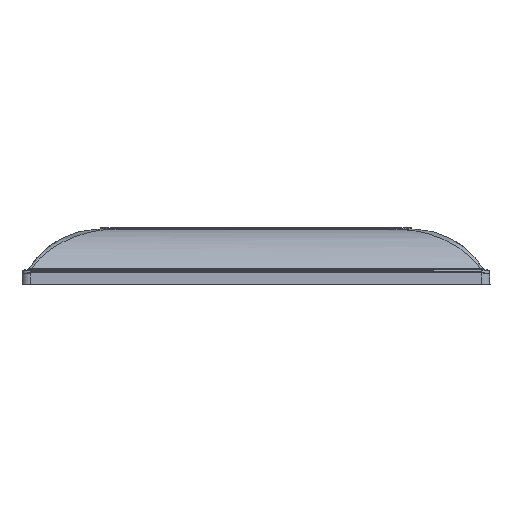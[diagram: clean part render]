
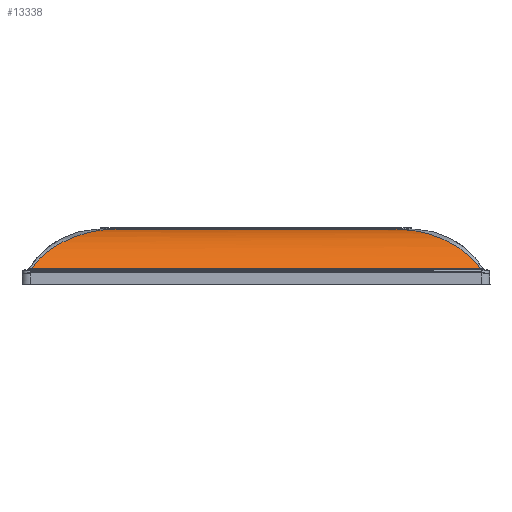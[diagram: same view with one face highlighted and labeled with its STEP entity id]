
A CAD part, front view. The second image highlights one B-rep face of the part: STEP entity #13338.
In plain terms, the highlighted cylindrical face has radius 15.505 mm (diameter 31.011 mm), a partial arc.
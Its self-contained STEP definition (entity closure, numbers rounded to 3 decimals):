
#523 = CARTESIAN_POINT ( 'NONE',  ( 26.23, -229.725, 5.877 ) ) ;
#1439 = LINE ( 'NONE', #25538, #39838 ) ;
#1613 = CARTESIAN_POINT ( 'NONE',  ( 35.289, -236.92, 3.962 ) ) ;
#2574 = CARTESIAN_POINT ( 'NONE',  ( 30.793, -233.212, 5.416 ) ) ;
#3199 = CARTESIAN_POINT ( 'NONE',  ( 34.956, -236.645, 4.109 ) ) ;
#3439 = DIRECTION ( 'NONE',  ( 1., 0., 0. ) ) ;
#3866 = CARTESIAN_POINT ( 'NONE',  ( 26.335, -229.725, 5.877 ) ) ;
#6069 = CARTESIAN_POINT ( 'NONE',  ( 36.878, -238.233, 3.158 ) ) ;
#6396 = CARTESIAN_POINT ( 'NONE',  ( 41.448, -241.998, -0.431 ) ) ;
#7293 = DIRECTION ( 'NONE',  ( 1., 0., 0. ) ) ;
#9314 = VERTEX_POINT ( 'NONE', #58160 ) ;
#10520 = ORIENTED_EDGE ( 'NONE', *, *, #37313, .T. ) ;
#12785 = CARTESIAN_POINT ( 'NONE',  ( 33.704, -235.613, 4.615 ) ) ;
#13111 = CARTESIAN_POINT ( 'NONE',  ( 31.459, -233.761, 5.27 ) ) ;
#13338 = ADVANCED_FACE ( 'NONE', ( #31412 ), #31739, .T. ) ;
#13421 = CARTESIAN_POINT ( 'NONE',  ( 30.814, -233.23, 5.412 ) ) ;
#13528 = VERTEX_POINT ( 'NONE', #40943 ) ;
#14703 = CARTESIAN_POINT ( 'NONE',  ( -26.23, -229.725, 5.877 ) ) ;
#15302 = B_SPLINE_CURVE_WITH_KNOTS ( 'NONE', 3,
 ( #41066, #6396, #16685, #21163, #26017, #6069, #25705, #31471, #16042, #1613, #33345, #56840, #46512, #3199, #62285, #37519, #57165, #38159, #12785, #18253, #37853, #32413, #13111, #17633, #57487, #41699, #13421, #2574, #46853, #42632, #22449, #52010, #37206, #42011, #51675, #32104 ),
 .UNSPECIFIED., .F., .F.,
 ( 4, 2, 2, 2, 1, 1, 1, 1, 1, 1, 2, 2, 2, 2, 1, 1, 1, 1, 1, 1, 2, 2, 2, 4 ),
 ( 0., 0.25, 0.375, 0.437, 0.469, 0.484, 0.492, 0.496, 0.498, 0.499, 0.5, 0.5, 0.625, 0.687, 0.719, 0.734, 0.742, 0.746, 0.748, 0.749, 0.75, 0.75, 0.875, 1. ),
 .UNSPECIFIED. ) ;
#16042 = CARTESIAN_POINT ( 'NONE',  ( 35.639, -237.209, 3.801 ) ) ;
#16685 = CARTESIAN_POINT ( 'NONE',  ( 40.44, -241.173, 0.617 ) ) ;
#17633 = CARTESIAN_POINT ( 'NONE',  ( 31.118, -233.48, 5.347 ) ) ;
#18253 = CARTESIAN_POINT ( 'NONE',  ( 32.663, -234.755, 4.947 ) ) ;
#19576 = CARTESIAN_POINT ( 'NONE',  ( -26.23, -229.725, 5.877 ) ) ;
#19642 = ORIENTED_EDGE ( 'NONE', *, *, #30809, .T. ) ;
#21052 = CARTESIAN_POINT ( 'NONE',  ( -26.546, -229.711, 5.878 ) ) ;
#21163 = CARTESIAN_POINT ( 'NONE',  ( 38.612, -239.666, 2.059 ) ) ;
#21277 = CARTESIAN_POINT ( 'NONE',  ( -30.709, -233.143, 5.571 ) ) ;
#22228 = CARTESIAN_POINT ( 'NONE',  ( -42.246, -242.656, -1.5 ) ) ;
#22400 = VERTEX_POINT ( 'NONE', #26934 ) ;
#22449 = CARTESIAN_POINT ( 'NONE',  ( 30.773, -233.195, 5.421 ) ) ;
#23011 = DIRECTION ( 'NONE',  ( 0., -1., 0. ) ) ;
#24075 = CARTESIAN_POINT ( 'NONE',  ( 26.546, -229.711, 5.878 ) ) ;
#25538 = CARTESIAN_POINT ( 'NONE',  ( -44., -229.725, 5.877 ) ) ;
#25705 = CARTESIAN_POINT ( 'NONE',  ( 36.507, -237.926, 3.363 ) ) ;
#26017 = CARTESIAN_POINT ( 'NONE',  ( 37.95, -239.119, 2.518 ) ) ;
#26934 = CARTESIAN_POINT ( 'NONE',  ( 42.246, -242.656, -1.5 ) ) ;
#27414 = B_SPLINE_CURVE_WITH_KNOTS ( 'NONE', 3,
 ( #24075, #33088, #3866, #28922 ),
 .UNSPECIFIED., .F., .F.,
 ( 4, 4 ),
 ( 0., 1. ),
 .UNSPECIFIED. ) ;
#27728 = CARTESIAN_POINT ( 'NONE',  ( -36.904, -238.251, 3.193 ) ) ;
#28922 = CARTESIAN_POINT ( 'NONE',  ( 26.23, -229.725, 5.877 ) ) ;
#29651 = VERTEX_POINT ( 'NONE', #50976 ) ;
#30809 = EDGE_CURVE ( 'NONE', #29651, #22400, #37144, .T. ) ;
#31412 = FACE_OUTER_BOUND ( 'NONE', #55949, .T. ) ;
#31444 = EDGE_CURVE ( 'NONE', #29651, #9314, #52168, .T. ) ;
#31471 = CARTESIAN_POINT ( 'NONE',  ( 35.932, -237.451, 3.657 ) ) ;
#31739 = CYLINDRICAL_SURFACE ( 'NONE', #45672, 15.505 ) ;
#32104 = CARTESIAN_POINT ( 'NONE',  ( 26.546, -229.711, 5.878 ) ) ;
#32413 = CARTESIAN_POINT ( 'NONE',  ( 31.743, -233.996, 5.199 ) ) ;
#32519 = CARTESIAN_POINT ( 'NONE',  ( -38.863, -239.866, 1.923 ) ) ;
#33088 = CARTESIAN_POINT ( 'NONE',  ( 26.441, -229.72, 5.877 ) ) ;
#33231 = VECTOR ( 'NONE', #3439, 1000. ) ;
#33345 = CARTESIAN_POINT ( 'NONE',  ( 35.112, -236.774, 4.041 ) ) ;
#34826 = EDGE_CURVE ( 'NONE', #13528, #57147, #27414, .T. ) ;
#36056 = CARTESIAN_POINT ( 'NONE',  ( -27.899, -230.826, 5.859 ) ) ;
#37144 = LINE ( 'NONE', #56779, #33231 ) ;
#37148 = CARTESIAN_POINT ( 'NONE',  ( -44., -229.45, -9.626 ) ) ;
#37206 = CARTESIAN_POINT ( 'NONE',  ( 29.717, -232.327, 5.622 ) ) ;
#37313 = EDGE_CURVE ( 'NONE', #57147, #47241, #1439, .T. ) ;
#37519 = CARTESIAN_POINT ( 'NONE',  ( 34.94, -236.631, 4.116 ) ) ;
#37853 = CARTESIAN_POINT ( 'NONE',  ( 32.303, -234.458, 5.052 ) ) ;
#38159 = CARTESIAN_POINT ( 'NONE',  ( 34.345, -236.141, 4.372 ) ) ;
#38529 = CARTESIAN_POINT ( 'NONE',  ( -26.441, -229.72, 5.877 ) ) ;
#39838 = VECTOR ( 'NONE', #40256, 1000. ) ;
#40256 = DIRECTION ( 'NONE',  ( -1., 0., 0. ) ) ;
#40348 = EDGE_CURVE ( 'NONE', #22400, #13528, #15302, .T. ) ;
#40943 = CARTESIAN_POINT ( 'NONE',  ( 26.546, -229.711, 5.878 ) ) ;
#41066 = CARTESIAN_POINT ( 'NONE',  ( 42.246, -242.656, -1.5 ) ) ;
#41699 = CARTESIAN_POINT ( 'NONE',  ( 30.858, -233.266, 5.403 ) ) ;
#42011 = CARTESIAN_POINT ( 'NONE',  ( 28.309, -231.166, 5.796 ) ) ;
#42170 = ORIENTED_EDGE ( 'NONE', *, *, #40348, .T. ) ;
#42632 = CARTESIAN_POINT ( 'NONE',  ( 30.777, -233.199, 5.42 ) ) ;
#45361 = ORIENTED_EDGE ( 'NONE', *, *, #31444, .F. ) ;
#45672 = AXIS2_PLACEMENT_3D ( 'NONE', #37148, #7293, #23011 ) ;
#46512 = CARTESIAN_POINT ( 'NONE',  ( 34.978, -236.663, 4.1 ) ) ;
#46853 = CARTESIAN_POINT ( 'NONE',  ( 30.783, -233.204, 5.418 ) ) ;
#47241 = VERTEX_POINT ( 'NONE', #14703 ) ;
#47277 = CARTESIAN_POINT ( 'NONE',  ( -34.172, -235.998, 4.532 ) ) ;
#49786 = B_SPLINE_CURVE_WITH_KNOTS ( 'NONE', 3,
 ( #19576, #62970, #38529, #21052 ),
 .UNSPECIFIED., .F., .F.,
 ( 4, 4 ),
 ( 0., 1. ),
 .UNSPECIFIED. ) ;
#50976 = CARTESIAN_POINT ( 'NONE',  ( -42.246, -242.656, -1.5 ) ) ;
#51675 = CARTESIAN_POINT ( 'NONE',  ( 27.487, -230.487, 5.864 ) ) ;
#52010 = CARTESIAN_POINT ( 'NONE',  ( 30.303, -232.808, 5.517 ) ) ;
#52168 = B_SPLINE_CURVE_WITH_KNOTS ( 'NONE', 3,
 ( #22228, #61442, #56633, #32519, #27728, #47277, #21277, #36056, #55687 ),
 .UNSPECIFIED., .F., .F.,
 ( 4, 1, 1, 1, 1, 1, 4 ),
 ( 0., 0.123, 0.251, 0.379, 0.507, 0.763, 1. ),
 .UNSPECIFIED. ) ;
#55687 = CARTESIAN_POINT ( 'NONE',  ( -26.546, -229.711, 5.878 ) ) ;
#55949 = EDGE_LOOP ( 'NONE', ( #45361, #19642, #42170, #59989, #10520, #59820 ) ) ;
#56633 = CARTESIAN_POINT ( 'NONE',  ( -40.678, -241.363, 0.382 ) ) ;
#56779 = CARTESIAN_POINT ( 'NONE',  ( -44., -242.656, -1.5 ) ) ;
#56840 = CARTESIAN_POINT ( 'NONE',  ( 35.023, -236.7, 4.08 ) ) ;
#57147 = VERTEX_POINT ( 'NONE', #523 ) ;
#57165 = CARTESIAN_POINT ( 'NONE',  ( 34.936, -236.628, 4.118 ) ) ;
#57487 = CARTESIAN_POINT ( 'NONE',  ( 30.945, -233.338, 5.385 ) ) ;
#58160 = CARTESIAN_POINT ( 'NONE',  ( -26.546, -229.711, 5.878 ) ) ;
#59820 = ORIENTED_EDGE ( 'NONE', *, *, #63048, .T. ) ;
#59989 = ORIENTED_EDGE ( 'NONE', *, *, #34826, .T. ) ;
#61442 = CARTESIAN_POINT ( 'NONE',  ( -41.757, -242.252, -0.845 ) ) ;
#62285 = CARTESIAN_POINT ( 'NONE',  ( 34.946, -236.637, 4.114 ) ) ;
#62970 = CARTESIAN_POINT ( 'NONE',  ( -26.335, -229.725, 5.877 ) ) ;
#63048 = EDGE_CURVE ( 'NONE', #47241, #9314, #49786, .T. ) ;
